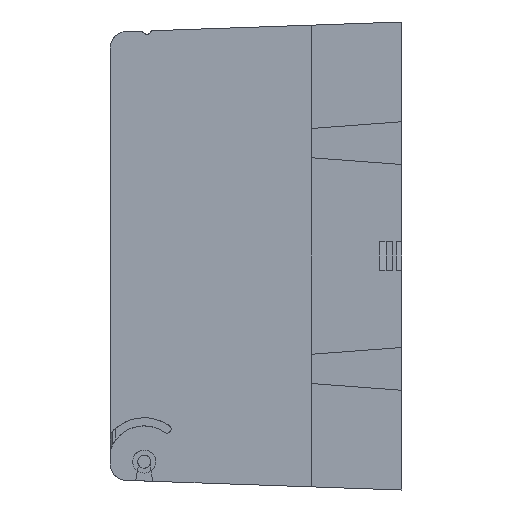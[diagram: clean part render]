
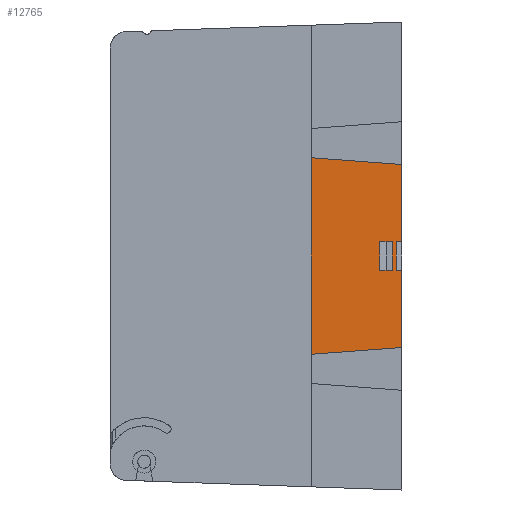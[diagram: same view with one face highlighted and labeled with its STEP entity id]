
A CAD part, left-side view. The second image highlights one B-rep face of the part: STEP entity #12765.
In plain terms, the highlighted planar face has unit normal (-1, 0, 0).
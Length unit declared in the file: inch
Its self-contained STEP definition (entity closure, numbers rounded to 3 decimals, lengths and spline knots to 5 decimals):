
#264 = CARTESIAN_POINT ( 'NONE',  ( -3.945, 0., -0.175 ) ) ;
#510 = CARTESIAN_POINT ( 'NONE',  ( -3.945, 0.115, -0.175 ) ) ;
#703 = VECTOR ( 'NONE', #43496, 39.37008 ) ;
#1036 = CARTESIAN_POINT ( 'NONE',  ( -3.945, 0.065, 0.175 ) ) ;
#1530 = EDGE_CURVE ( 'NONE', #29531, #11393, #19187, .T. ) ;
#1596 = EDGE_CURVE ( 'NONE', #22502, #22796, #15799, .T. ) ;
#1653 = LINE ( 'NONE', #43546, #703 ) ;
#1968 = CARTESIAN_POINT ( 'NONE',  ( -3.945, 1.1, 1.19653 ) ) ;
#2433 = VECTOR ( 'NONE', #23952, 39.37008 ) ;
#3815 = EDGE_CURVE ( 'NONE', #11622, #22502, #17845, .T. ) ;
#4210 = EDGE_CURVE ( 'NONE', #11622, #10425, #27670, .T. ) ;
#4951 = CARTESIAN_POINT ( 'NONE',  ( -3.945, 0., 0.175 ) ) ;
#5212 = VERTEX_POINT ( 'NONE', #25201 ) ;
#6248 = DIRECTION ( 'NONE',  ( 0., -1., 0. ) ) ;
#6450 = CARTESIAN_POINT ( 'NONE',  ( -3.945, 0.115, 0.175 ) ) ;
#7013 = EDGE_CURVE ( 'NONE', #10425, #5212, #26217, .T. ) ;
#7291 = CARTESIAN_POINT ( 'NONE',  ( -3.945, 0.26794, 0.175 ) ) ;
#7745 = DIRECTION ( 'NONE',  ( 0., 0., 1. ) ) ;
#7953 = CARTESIAN_POINT ( 'NONE',  ( -3.945, 0.26794, -0.175 ) ) ;
#9181 = CARTESIAN_POINT ( 'NONE',  ( -3.945, 1.1, -1.19653 ) ) ;
#9265 = VECTOR ( 'NONE', #15193, 39.37008 ) ;
#9415 = ORIENTED_EDGE ( 'NONE', *, *, #26384, .T. ) ;
#10425 = VERTEX_POINT ( 'NONE', #1036 ) ;
#10533 = AXIS2_PLACEMENT_3D ( 'NONE', #14267, #14231, #14219 ) ;
#11393 = VERTEX_POINT ( 'NONE', #40825 ) ;
#11430 = EDGE_CURVE ( 'NONE', #11393, #5212, #31325, .T. ) ;
#11622 = VERTEX_POINT ( 'NONE', #29179 ) ;
#12321 = ORIENTED_EDGE ( 'NONE', *, *, #1596, .F. ) ;
#12765 = ADVANCED_FACE ( 'NONE', ( #22948, #25731 ), #15108, .F. ) ;
#12878 = ORIENTED_EDGE ( 'NONE', *, *, #3815, .F. ) ;
#13085 = VERTEX_POINT ( 'NONE', #27661 ) ;
#13504 = ORIENTED_EDGE ( 'NONE', *, *, #4210, .T. ) ;
#14219 = DIRECTION ( 'NONE',  ( 0., 0., -1. ) ) ;
#14231 = DIRECTION ( 'NONE',  ( 1., 0., 0. ) ) ;
#14267 = CARTESIAN_POINT ( 'NONE',  ( -3.945, 0., 6.44233 ) ) ;
#14447 = CARTESIAN_POINT ( 'NONE',  ( -3.945, 0.115, 0.175 ) ) ;
#14845 = ORIENTED_EDGE ( 'NONE', *, *, #11430, .F. ) ;
#14885 = ORIENTED_EDGE ( 'NONE', *, *, #1530, .F. ) ;
#15108 = PLANE ( 'NONE',  #10533 ) ;
#15183 = ORIENTED_EDGE ( 'NONE', *, *, #41532, .T. ) ;
#15193 = DIRECTION ( 'NONE',  ( 0., -1., 0. ) ) ;
#15463 = ORIENTED_EDGE ( 'NONE', *, *, #27152, .F. ) ;
#15621 = ORIENTED_EDGE ( 'NONE', *, *, #26318, .T. ) ;
#15762 = VECTOR ( 'NONE', #44518, 39.37008 ) ;
#15799 = LINE ( 'NONE', #44808, #15762 ) ;
#15941 = CARTESIAN_POINT ( 'NONE',  ( -3.945, 0., 1.115 ) ) ;
#17845 = LINE ( 'NONE', #34577, #2433 ) ;
#18645 = VERTEX_POINT ( 'NONE', #14447 ) ;
#19187 = LINE ( 'NONE', #15941, #19229 ) ;
#19229 = VECTOR ( 'NONE', #21499, 39.37008 ) ;
#19433 = EDGE_LOOP ( 'NONE', ( #15463, #15621, #9415, #36528 ) ) ;
#20125 = ORIENTED_EDGE ( 'NONE', *, *, #7013, .T. ) ;
#20632 = VECTOR ( 'NONE', #32925, 39.37008 ) ;
#20803 = LINE ( 'NONE', #33095, #20632 ) ;
#20942 = VECTOR ( 'NONE', #38993, 39.37008 ) ;
#21499 = DIRECTION ( 'NONE',  ( 0., -0.997, -0.074 ) ) ;
#21570 = LINE ( 'NONE', #35504, #20942 ) ;
#22001 = VERTEX_POINT ( 'NONE', #9181 ) ;
#22502 = VERTEX_POINT ( 'NONE', #264 ) ;
#22796 = VERTEX_POINT ( 'NONE', #28169 ) ;
#22948 = FACE_OUTER_BOUND ( 'NONE', #35672, .T. ) ;
#23952 = DIRECTION ( 'NONE',  ( 0., -1., 0. ) ) ;
#25201 = CARTESIAN_POINT ( 'NONE',  ( -3.945, 0., 0.175 ) ) ;
#25731 = FACE_BOUND ( 'NONE', #19433, .T. ) ;
#26217 = LINE ( 'NONE', #4951, #9265 ) ;
#26318 = EDGE_CURVE ( 'NONE', #13085, #40969, #30225, .T. ) ;
#26384 = EDGE_CURVE ( 'NONE', #40969, #18645, #29489, .T. ) ;
#27132 = EDGE_CURVE ( 'NONE', #41185, #18645, #21570, .T. ) ;
#27152 = EDGE_CURVE ( 'NONE', #13085, #41185, #20803, .T. ) ;
#27455 = VECTOR ( 'NONE', #37839, 39.37008 ) ;
#27661 = CARTESIAN_POINT ( 'NONE',  ( -3.945, 0.26794, -0.175 ) ) ;
#27670 = LINE ( 'NONE', #36225, #27455 ) ;
#28169 = CARTESIAN_POINT ( 'NONE',  ( -3.945, 0., -1.115 ) ) ;
#29076 = VECTOR ( 'NONE', #6248, 39.37008 ) ;
#29179 = CARTESIAN_POINT ( 'NONE',  ( -3.945, 0.065, -0.175 ) ) ;
#29489 = LINE ( 'NONE', #6450, #29076 ) ;
#29531 = VERTEX_POINT ( 'NONE', #1968 ) ;
#30082 = VECTOR ( 'NONE', #7745, 39.37008 ) ;
#30225 = LINE ( 'NONE', #7953, #30082 ) ;
#31325 = LINE ( 'NONE', #40717, #31524 ) ;
#31524 = VECTOR ( 'NONE', #40818, 39.37008 ) ;
#32925 = DIRECTION ( 'NONE',  ( 0., -1., 0. ) ) ;
#33095 = CARTESIAN_POINT ( 'NONE',  ( -3.945, 0.115, -0.175 ) ) ;
#34577 = CARTESIAN_POINT ( 'NONE',  ( -3.945, 0., -0.175 ) ) ;
#35504 = CARTESIAN_POINT ( 'NONE',  ( -3.945, 0.115, -0.175 ) ) ;
#35672 = EDGE_LOOP ( 'NONE', ( #12321, #12878, #13504, #20125, #14845, #14885, #15183, #43337 ) ) ;
#36225 = CARTESIAN_POINT ( 'NONE',  ( -3.945, 0.065, -0.175 ) ) ;
#36433 = DIRECTION ( 'NONE',  ( 0., -0.997, 0.074 ) ) ;
#36468 = CARTESIAN_POINT ( 'NONE',  ( -3.945, -0.55706, -1.07371 ) ) ;
#36528 = ORIENTED_EDGE ( 'NONE', *, *, #27132, .F. ) ;
#37839 = DIRECTION ( 'NONE',  ( 0., 0., 1. ) ) ;
#38993 = DIRECTION ( 'NONE',  ( 0., 0., 1. ) ) ;
#40124 = EDGE_CURVE ( 'NONE', #22001, #22796, #40376, .T. ) ;
#40219 = VECTOR ( 'NONE', #36433, 39.37008 ) ;
#40376 = LINE ( 'NONE', #36468, #40219 ) ;
#40717 = CARTESIAN_POINT ( 'NONE',  ( -3.945, 0., 6.44233 ) ) ;
#40818 = DIRECTION ( 'NONE',  ( 0., 0., -1. ) ) ;
#40825 = CARTESIAN_POINT ( 'NONE',  ( -3.945, 0., 1.115 ) ) ;
#40969 = VERTEX_POINT ( 'NONE', #7291 ) ;
#41185 = VERTEX_POINT ( 'NONE', #510 ) ;
#41532 = EDGE_CURVE ( 'NONE', #29531, #22001, #1653, .T. ) ;
#43337 = ORIENTED_EDGE ( 'NONE', *, *, #40124, .T. ) ;
#43496 = DIRECTION ( 'NONE',  ( 0., 0., -1. ) ) ;
#43546 = CARTESIAN_POINT ( 'NONE',  ( -3.945, 1.1, 6.44233 ) ) ;
#44518 = DIRECTION ( 'NONE',  ( 0., 0., -1. ) ) ;
#44808 = CARTESIAN_POINT ( 'NONE',  ( -3.945, 0., 6.44233 ) ) ;
